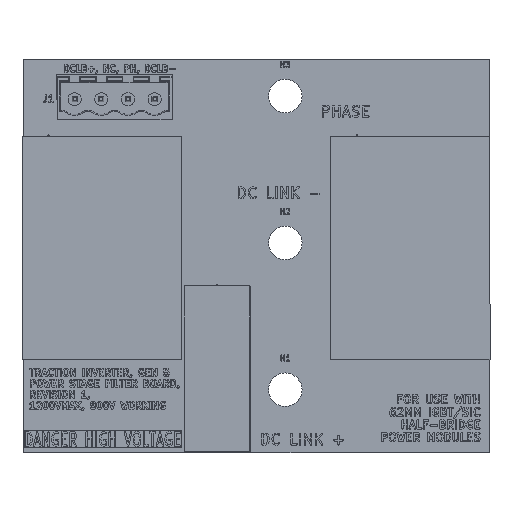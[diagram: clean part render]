
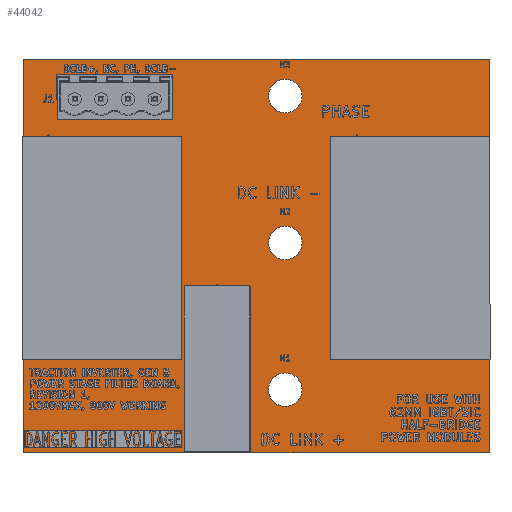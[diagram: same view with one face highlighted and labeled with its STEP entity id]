
A CAD part, top view. The second image highlights one B-rep face of the part: STEP entity #44042.
In plain terms, the highlighted planar face has unit normal (0, 0, 1).
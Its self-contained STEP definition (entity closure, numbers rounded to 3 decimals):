
#44042 = ADVANCED_FACE('',(#44043,#44093,#44104,#44115,#44126,#44137,
    #44148,#44159,#44170,#44181,#44192,#44203,#44214,#44225,#44236,
    #44247,#44258,#44269),#44280,.T.);
#44043 = FACE_BOUND('',#44044,.F.);
#44044 = EDGE_LOOP('',(#44045,#44055,#44063,#44071,#44079,#44087));
#44045 = ORIENTED_EDGE('',*,*,#44046,.T.);
#44046 = EDGE_CURVE('',#44047,#44049,#44051,.T.);
#44047 = VERTEX_POINT('',#44048);
#44048 = CARTESIAN_POINT('',(0.,-75.,1.56));
#44049 = VERTEX_POINT('',#44050);
#44050 = CARTESIAN_POINT('',(0.,-0.,1.56));
#44051 = LINE('',#44052,#44053);
#44052 = CARTESIAN_POINT('',(0.,-75.,1.56));
#44053 = VECTOR('',#44054,1.);
#44054 = DIRECTION('',(0.,1.,0.));
#44055 = ORIENTED_EDGE('',*,*,#44056,.T.);
#44056 = EDGE_CURVE('',#44049,#44057,#44059,.T.);
#44057 = VERTEX_POINT('',#44058);
#44058 = CARTESIAN_POINT('',(89.,-0.,1.56));
#44059 = LINE('',#44060,#44061);
#44060 = CARTESIAN_POINT('',(0.,-0.,1.56));
#44061 = VECTOR('',#44062,1.);
#44062 = DIRECTION('',(1.,0.,0.));
#44063 = ORIENTED_EDGE('',*,*,#44064,.T.);
#44064 = EDGE_CURVE('',#44057,#44065,#44067,.T.);
#44065 = VERTEX_POINT('',#44066);
#44066 = CARTESIAN_POINT('',(89.,-75.,1.56));
#44067 = LINE('',#44068,#44069);
#44068 = CARTESIAN_POINT('',(89.,-0.,1.56));
#44069 = VECTOR('',#44070,1.);
#44070 = DIRECTION('',(0.,-1.,0.));
#44071 = ORIENTED_EDGE('',*,*,#44072,.T.);
#44072 = EDGE_CURVE('',#44065,#44073,#44075,.T.);
#44073 = VERTEX_POINT('',#44074);
#44074 = CARTESIAN_POINT('',(67.,-75.,1.56));
#44075 = LINE('',#44076,#44077);
#44076 = CARTESIAN_POINT('',(89.,-75.,1.56));
#44077 = VECTOR('',#44078,1.);
#44078 = DIRECTION('',(-1.,0.,0.));
#44079 = ORIENTED_EDGE('',*,*,#44080,.T.);
#44080 = EDGE_CURVE('',#44073,#44081,#44083,.T.);
#44081 = VERTEX_POINT('',#44082);
#44082 = CARTESIAN_POINT('',(26.,-75.,1.56));
#44083 = LINE('',#44084,#44085);
#44084 = CARTESIAN_POINT('',(67.,-75.,1.56));
#44085 = VECTOR('',#44086,1.);
#44086 = DIRECTION('',(-1.,0.,0.));
#44087 = ORIENTED_EDGE('',*,*,#44088,.T.);
#44088 = EDGE_CURVE('',#44081,#44047,#44089,.T.);
#44089 = LINE('',#44090,#44091);
#44090 = CARTESIAN_POINT('',(26.,-75.,1.56));
#44091 = VECTOR('',#44092,1.);
#44092 = DIRECTION('',(-1.,0.,0.));
#44093 = FACE_BOUND('',#44094,.F.);
#44094 = EDGE_LOOP('',(#44095));
#44095 = ORIENTED_EDGE('',*,*,#44096,.T.);
#44096 = EDGE_CURVE('',#44097,#44097,#44099,.T.);
#44097 = VERTEX_POINT('',#44098);
#44098 = CARTESIAN_POINT('',(37.5,-72.875,1.56));
#44099 = CIRCLE('',#44100,0.5);
#44100 = AXIS2_PLACEMENT_3D('',#44101,#44102,#44103);
#44101 = CARTESIAN_POINT('',(37.,-72.875,1.56));
#44102 = DIRECTION('',(0.,0.,1.));
#44103 = DIRECTION('',(1.,0.,-0.));
#44104 = FACE_BOUND('',#44105,.F.);
#44105 = EDGE_LOOP('',(#44106));
#44106 = ORIENTED_EDGE('',*,*,#44107,.T.);
#44107 = EDGE_CURVE('',#44108,#44108,#44110,.T.);
#44108 = VERTEX_POINT('',#44109);
#44109 = CARTESIAN_POINT('',(53.2,-63.,1.56));
#44110 = CIRCLE('',#44111,3.2);
#44111 = AXIS2_PLACEMENT_3D('',#44112,#44113,#44114);
#44112 = CARTESIAN_POINT('',(50.,-63.,1.56));
#44113 = DIRECTION('',(0.,0.,1.));
#44114 = DIRECTION('',(1.,0.,-0.));
#44115 = FACE_BOUND('',#44116,.F.);
#44116 = EDGE_LOOP('',(#44117));
#44117 = ORIENTED_EDGE('',*,*,#44118,.T.);
#44118 = EDGE_CURVE('',#44119,#44119,#44121,.T.);
#44119 = VERTEX_POINT('',#44120);
#44120 = CARTESIAN_POINT('',(5.55,-54.75,1.56));
#44121 = CIRCLE('',#44122,0.7);
#44122 = AXIS2_PLACEMENT_3D('',#44123,#44124,#44125);
#44123 = CARTESIAN_POINT('',(4.85,-54.75,1.56));
#44124 = DIRECTION('',(0.,0.,1.));
#44125 = DIRECTION('',(1.,0.,-0.));
#44126 = FACE_BOUND('',#44127,.F.);
#44127 = EDGE_LOOP('',(#44128));
#44128 = ORIENTED_EDGE('',*,*,#44129,.T.);
#44129 = EDGE_CURVE('',#44130,#44130,#44132,.T.);
#44130 = VERTEX_POINT('',#44131);
#44131 = CARTESIAN_POINT('',(25.85,-54.75,1.56));
#44132 = CIRCLE('',#44133,0.7);
#44133 = AXIS2_PLACEMENT_3D('',#44134,#44135,#44136);
#44134 = CARTESIAN_POINT('',(25.15,-54.75,1.56));
#44135 = DIRECTION('',(0.,0.,1.));
#44136 = DIRECTION('',(1.,0.,-0.));
#44137 = FACE_BOUND('',#44138,.F.);
#44138 = EDGE_LOOP('',(#44139));
#44139 = ORIENTED_EDGE('',*,*,#44140,.T.);
#44140 = EDGE_CURVE('',#44141,#44141,#44143,.T.);
#44141 = VERTEX_POINT('',#44142);
#44142 = CARTESIAN_POINT('',(64.4,-54.75,1.56));
#44143 = CIRCLE('',#44144,0.7);
#44144 = AXIS2_PLACEMENT_3D('',#44145,#44146,#44147);
#44145 = CARTESIAN_POINT('',(63.7,-54.75,1.56));
#44146 = DIRECTION('',(0.,0.,1.));
#44147 = DIRECTION('',(1.,0.,-0.));
#44148 = FACE_BOUND('',#44149,.F.);
#44149 = EDGE_LOOP('',(#44150));
#44150 = ORIENTED_EDGE('',*,*,#44151,.T.);
#44151 = EDGE_CURVE('',#44152,#44152,#44154,.T.);
#44152 = VERTEX_POINT('',#44153);
#44153 = CARTESIAN_POINT('',(84.7,-54.75,1.56));
#44154 = CIRCLE('',#44155,0.7);
#44155 = AXIS2_PLACEMENT_3D('',#44156,#44157,#44158);
#44156 = CARTESIAN_POINT('',(84.,-54.75,1.56));
#44157 = DIRECTION('',(0.,0.,1.));
#44158 = DIRECTION('',(1.,0.,-0.));
#44159 = FACE_BOUND('',#44160,.F.);
#44160 = EDGE_LOOP('',(#44161));
#44161 = ORIENTED_EDGE('',*,*,#44162,.T.);
#44162 = EDGE_CURVE('',#44163,#44163,#44165,.T.);
#44163 = VERTEX_POINT('',#44164);
#44164 = CARTESIAN_POINT('',(37.5,-45.375,1.56));
#44165 = CIRCLE('',#44166,0.5);
#44166 = AXIS2_PLACEMENT_3D('',#44167,#44168,#44169);
#44167 = CARTESIAN_POINT('',(37.,-45.375,1.56));
#44168 = DIRECTION('',(0.,0.,1.));
#44169 = DIRECTION('',(1.,0.,-0.));
#44170 = FACE_BOUND('',#44171,.F.);
#44171 = EDGE_LOOP('',(#44172));
#44172 = ORIENTED_EDGE('',*,*,#44173,.T.);
#44173 = EDGE_CURVE('',#44174,#44174,#44176,.T.);
#44174 = VERTEX_POINT('',#44175);
#44175 = CARTESIAN_POINT('',(53.2,-35.,1.56));
#44176 = CIRCLE('',#44177,3.2);
#44177 = AXIS2_PLACEMENT_3D('',#44178,#44179,#44180);
#44178 = CARTESIAN_POINT('',(50.,-35.,1.56));
#44179 = DIRECTION('',(0.,0.,1.));
#44180 = DIRECTION('',(1.,0.,-0.));
#44181 = FACE_BOUND('',#44182,.F.);
#44182 = EDGE_LOOP('',(#44183));
#44183 = ORIENTED_EDGE('',*,*,#44184,.T.);
#44184 = EDGE_CURVE('',#44185,#44185,#44187,.T.);
#44185 = VERTEX_POINT('',#44186);
#44186 = CARTESIAN_POINT('',(5.55,-17.25,1.56));
#44187 = CIRCLE('',#44188,0.7);
#44188 = AXIS2_PLACEMENT_3D('',#44189,#44190,#44191);
#44189 = CARTESIAN_POINT('',(4.85,-17.25,1.56));
#44190 = DIRECTION('',(0.,0.,1.));
#44191 = DIRECTION('',(1.,0.,-0.));
#44192 = FACE_BOUND('',#44193,.F.);
#44193 = EDGE_LOOP('',(#44194));
#44194 = ORIENTED_EDGE('',*,*,#44195,.T.);
#44195 = EDGE_CURVE('',#44196,#44196,#44198,.T.);
#44196 = VERTEX_POINT('',#44197);
#44197 = CARTESIAN_POINT('',(25.85,-17.25,1.56));
#44198 = CIRCLE('',#44199,0.7);
#44199 = AXIS2_PLACEMENT_3D('',#44200,#44201,#44202);
#44200 = CARTESIAN_POINT('',(25.15,-17.25,1.56));
#44201 = DIRECTION('',(0.,0.,1.));
#44202 = DIRECTION('',(1.,0.,-0.));
#44203 = FACE_BOUND('',#44204,.F.);
#44204 = EDGE_LOOP('',(#44205));
#44205 = ORIENTED_EDGE('',*,*,#44206,.T.);
#44206 = EDGE_CURVE('',#44207,#44207,#44209,.T.);
#44207 = VERTEX_POINT('',#44208);
#44208 = CARTESIAN_POINT('',(64.4,-17.25,1.56));
#44209 = CIRCLE('',#44210,0.7);
#44210 = AXIS2_PLACEMENT_3D('',#44211,#44212,#44213);
#44211 = CARTESIAN_POINT('',(63.7,-17.25,1.56));
#44212 = DIRECTION('',(0.,0.,1.));
#44213 = DIRECTION('',(1.,0.,-0.));
#44214 = FACE_BOUND('',#44215,.F.);
#44215 = EDGE_LOOP('',(#44216));
#44216 = ORIENTED_EDGE('',*,*,#44217,.T.);
#44217 = EDGE_CURVE('',#44218,#44218,#44220,.T.);
#44218 = VERTEX_POINT('',#44219);
#44219 = CARTESIAN_POINT('',(84.7,-17.25,1.56));
#44220 = CIRCLE('',#44221,0.7);
#44221 = AXIS2_PLACEMENT_3D('',#44222,#44223,#44224);
#44222 = CARTESIAN_POINT('',(84.,-17.25,1.56));
#44223 = DIRECTION('',(0.,0.,1.));
#44224 = DIRECTION('',(1.,0.,-0.));
#44225 = FACE_BOUND('',#44226,.F.);
#44226 = EDGE_LOOP('',(#44227));
#44227 = ORIENTED_EDGE('',*,*,#44228,.T.);
#44228 = EDGE_CURVE('',#44229,#44229,#44231,.T.);
#44229 = VERTEX_POINT('',#44230);
#44230 = CARTESIAN_POINT('',(53.2,-7.,1.56));
#44231 = CIRCLE('',#44232,3.2);
#44232 = AXIS2_PLACEMENT_3D('',#44233,#44234,#44235);
#44233 = CARTESIAN_POINT('',(50.,-7.,1.56));
#44234 = DIRECTION('',(0.,0.,1.));
#44235 = DIRECTION('',(1.,0.,-0.));
#44236 = FACE_BOUND('',#44237,.F.);
#44237 = EDGE_LOOP('',(#44238));
#44238 = ORIENTED_EDGE('',*,*,#44239,.T.);
#44239 = EDGE_CURVE('',#44240,#44240,#44242,.T.);
#44240 = VERTEX_POINT('',#44241);
#44241 = CARTESIAN_POINT('',(10.64,-7.5,1.56));
#44242 = CIRCLE('',#44243,0.8);
#44243 = AXIS2_PLACEMENT_3D('',#44244,#44245,#44246);
#44244 = CARTESIAN_POINT('',(9.84,-7.5,1.56));
#44245 = DIRECTION('',(0.,0.,1.));
#44246 = DIRECTION('',(1.,0.,-0.));
#44247 = FACE_BOUND('',#44248,.F.);
#44248 = EDGE_LOOP('',(#44249));
#44249 = ORIENTED_EDGE('',*,*,#44250,.T.);
#44250 = EDGE_CURVE('',#44251,#44251,#44253,.T.);
#44251 = VERTEX_POINT('',#44252);
#44252 = CARTESIAN_POINT('',(15.72,-7.5,1.56));
#44253 = CIRCLE('',#44254,0.8);
#44254 = AXIS2_PLACEMENT_3D('',#44255,#44256,#44257);
#44255 = CARTESIAN_POINT('',(14.92,-7.5,1.56));
#44256 = DIRECTION('',(0.,0.,1.));
#44257 = DIRECTION('',(1.,0.,-0.));
#44258 = FACE_BOUND('',#44259,.F.);
#44259 = EDGE_LOOP('',(#44260));
#44260 = ORIENTED_EDGE('',*,*,#44261,.T.);
#44261 = EDGE_CURVE('',#44262,#44262,#44264,.T.);
#44262 = VERTEX_POINT('',#44263);
#44263 = CARTESIAN_POINT('',(20.8,-7.5,1.56));
#44264 = CIRCLE('',#44265,0.8);
#44265 = AXIS2_PLACEMENT_3D('',#44266,#44267,#44268);
#44266 = CARTESIAN_POINT('',(20.,-7.5,1.56));
#44267 = DIRECTION('',(0.,0.,1.));
#44268 = DIRECTION('',(1.,0.,-0.));
#44269 = FACE_BOUND('',#44270,.F.);
#44270 = EDGE_LOOP('',(#44271));
#44271 = ORIENTED_EDGE('',*,*,#44272,.T.);
#44272 = EDGE_CURVE('',#44273,#44273,#44275,.T.);
#44273 = VERTEX_POINT('',#44274);
#44274 = CARTESIAN_POINT('',(25.88,-7.5,1.56));
#44275 = CIRCLE('',#44276,0.8);
#44276 = AXIS2_PLACEMENT_3D('',#44277,#44278,#44279);
#44277 = CARTESIAN_POINT('',(25.08,-7.5,1.56));
#44278 = DIRECTION('',(0.,0.,1.));
#44279 = DIRECTION('',(1.,0.,-0.));
#44280 = PLANE('',#44281);
#44281 = AXIS2_PLACEMENT_3D('',#44282,#44283,#44284);
#44282 = CARTESIAN_POINT('',(0.,0.,1.56));
#44283 = DIRECTION('',(0.,0.,1.));
#44284 = DIRECTION('',(1.,0.,-0.));
